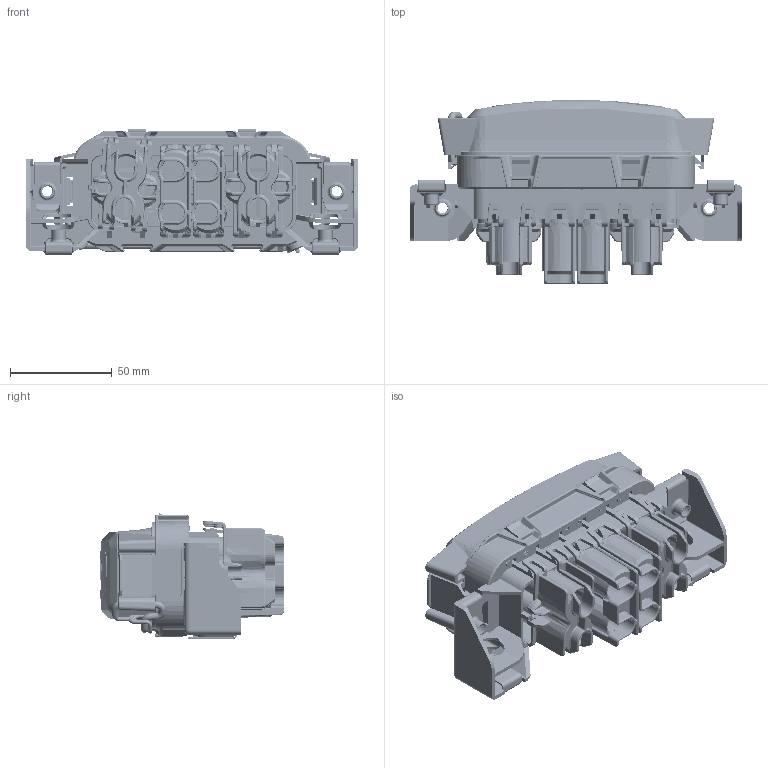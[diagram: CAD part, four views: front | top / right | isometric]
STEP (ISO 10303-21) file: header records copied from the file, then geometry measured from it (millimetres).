
FILE_DESCRIPTION((''),'2;1');
FILE_NAME('PDM-R_SERIES_C_HOUSING_EX_NCF_ASM','2024-05-07T13:56:45',('20077268'),(''),'CREO PARAMETRIC BY PTC INC, 2017110','CREO PARAMETRIC BY PTC INC, 2017110','');
FILE_SCHEMA(('CONFIG_CONTROL_DESIGN'));
Products named in the file (15): C26-1012-2C_SALES_NCF; C14-1013_INSTALLED_NCF; PDM-RS_INSTALLED_NCF_ASM; PDM-R4C01_NCF_ASM; C27-1012-1_NCF; PDM-TC_NCF_ASM; C02-1012-M_NCF; PDM-TMC_NCF_ASM; C38-1001_INSTALLED_NCF; PDM-SCT_INSTALLED_NCF_ASM; C38-1007_NCF; PDM-TT4_NCF_ASM; PC38-2006A-B003_NCF; SC38-2006A-B003_NCF_ASM; PDM-R_SERIES_C_HOUSING_EX_NCF_ASM
Assembly tree (19 placements, depth 4):
  PDM-R_SERIES_C_HOUSING_EX_NCF_ASM
    PDM-R4C01_NCF_ASM
      C26-1012-2C_SALES_NCF
      PDM-RS_INSTALLED_NCF_ASM
        C14-1013_INSTALLED_NCF
    PDM-TC_NCF_ASM
      C27-1012-1_NCF
    PDM-TMC_NCF_ASM  x4
      C02-1012-M_NCF
    PDM-SCT_INSTALLED_NCF_ASM
      C38-1001_INSTALLED_NCF
    PDM-TT4_NCF_ASM  x2
      C38-1007_NCF
    SC38-2006A-B003_NCF_ASM  x2
      PC38-2006A-B003_NCF
Bounding box: 163 x 90.3 x 61.66 mm (x, y, z)
Volume: 182772.5 mm3; surface area: 177199.5 mm2
Topology: 15 solids, 15 shells, 6476 faces, 16393 edges, 9954 vertices
Faces by surface type: plane 2167, cylinder 1888, bspline 1018, torus 646, cone 529, sphere 134, extrusion 94
Entity records: 181764 total; most frequent: CARTESIAN_POINT 66170, ORIENTED_EDGE 25282, DIRECTION 22601, EDGE_CURVE 12641, AXIS2_PLACEMENT_3D 7994, VERTEX_POINT 7722, VECTOR 6613, LINE 6519
